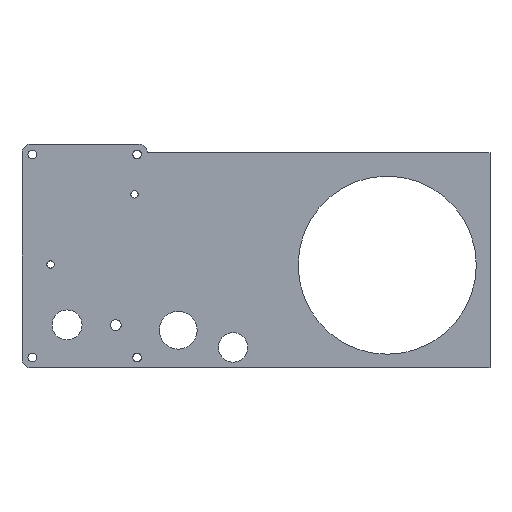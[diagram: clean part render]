
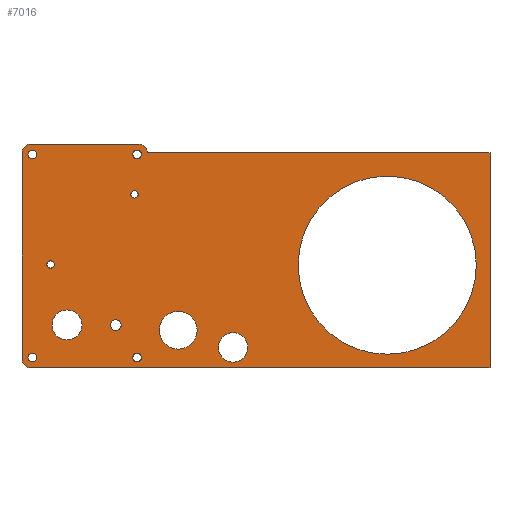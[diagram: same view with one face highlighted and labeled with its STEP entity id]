
A CAD part, front view. The second image highlights one B-rep face of the part: STEP entity #7016.
In plain terms, the highlighted planar face has unit normal (0, -1, 0).
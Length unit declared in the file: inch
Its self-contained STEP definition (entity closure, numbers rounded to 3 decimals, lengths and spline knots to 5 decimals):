
#323=FACE_BOUND('',#1101,.T.);
#324=FACE_BOUND('',#1102,.T.);
#325=FACE_BOUND('',#1103,.T.);
#326=FACE_BOUND('',#1104,.T.);
#327=FACE_BOUND('',#1105,.T.);
#328=FACE_BOUND('',#1106,.T.);
#329=FACE_BOUND('',#1107,.T.);
#330=FACE_BOUND('',#1108,.T.);
#331=FACE_BOUND('',#1109,.T.);
#332=FACE_BOUND('',#1110,.T.);
#333=FACE_BOUND('',#1111,.T.);
#361=PLANE('',#7471);
#665=FACE_OUTER_BOUND('',#1100,.T.);
#1100=EDGE_LOOP('',(#5327,#5328,#5329,#5330,#5331,#5332,#5333,#5334));
#1101=EDGE_LOOP('',(#5335));
#1102=EDGE_LOOP('',(#5336));
#1103=EDGE_LOOP('',(#5337));
#1104=EDGE_LOOP('',(#5338));
#1105=EDGE_LOOP('',(#5339));
#1106=EDGE_LOOP('',(#5340));
#1107=EDGE_LOOP('',(#5341));
#1108=EDGE_LOOP('',(#5342));
#1109=EDGE_LOOP('',(#5343,#5344));
#1110=EDGE_LOOP('',(#5345,#5346));
#1111=EDGE_LOOP('',(#5347,#5348));
#1692=LINE('',#10853,#2508);
#1696=LINE('',#10861,#2512);
#1709=LINE('',#10917,#2525);
#1712=LINE('',#10924,#2528);
#1714=LINE('',#10931,#2530);
#2508=VECTOR('',#8083,0.3937);
#2512=VECTOR('',#8089,3.14272);
#2525=VECTOR('',#8158,3.01772);
#2528=VECTOR('',#8167,0.21211);
#2530=VECTOR('',#8175,0.46211);
#3133=CIRCLE('',#7424,1.3);
#3135=CIRCLE('',#7427,0.275);
#3137=CIRCLE('',#7430,0.215);
#3146=CIRCLE('',#7452,0.063);
#3147=CIRCLE('',#7454,0.063);
#3148=CIRCLE('',#7456,0.063);
#3149=CIRCLE('',#7458,0.063);
#3150=CIRCLE('',#7460,0.21875);
#3151=CIRCLE('',#7464,0.125);
#3152=CIRCLE('',#7467,0.125);
#3153=CIRCLE('',#7470,0.125);
#3154=CIRCLE('',#7472,0.0795);
#3155=CIRCLE('',#7473,0.0795);
#3156=CIRCLE('',#7474,0.05325);
#3157=CIRCLE('',#7475,0.05325);
#3158=CIRCLE('',#7476,0.05325);
#3159=CIRCLE('',#7477,0.05325);
#3469=VERTEX_POINT('',#10827);
#3471=VERTEX_POINT('',#10833);
#3473=VERTEX_POINT('',#10839);
#3476=VERTEX_POINT('',#10850);
#3477=VERTEX_POINT('',#10852);
#3480=VERTEX_POINT('',#10860);
#3489=VERTEX_POINT('',#10892);
#3490=VERTEX_POINT('',#10896);
#3491=VERTEX_POINT('',#10900);
#3492=VERTEX_POINT('',#10904);
#3493=VERTEX_POINT('',#10908);
#3494=VERTEX_POINT('',#10914);
#3495=VERTEX_POINT('',#10916);
#3496=VERTEX_POINT('',#10920);
#3497=VERTEX_POINT('',#10926);
#3498=VERTEX_POINT('',#10930);
#3499=VERTEX_POINT('',#10936);
#3500=VERTEX_POINT('',#10937);
#3501=VERTEX_POINT('',#10940);
#3502=VERTEX_POINT('',#10941);
#3503=VERTEX_POINT('',#10944);
#3504=VERTEX_POINT('',#10945);
#4171=EDGE_CURVE('',#3469,#3469,#3133,.T.);
#4174=EDGE_CURVE('',#3471,#3471,#3135,.T.);
#4177=EDGE_CURVE('',#3473,#3473,#3137,.T.);
#4182=EDGE_CURVE('',#3476,#3477,#1692,.T.);
#4186=EDGE_CURVE('',#3477,#3480,#1696,.T.);
#4201=EDGE_CURVE('',#3489,#3489,#3146,.T.);
#4203=EDGE_CURVE('',#3490,#3490,#3147,.T.);
#4205=EDGE_CURVE('',#3491,#3491,#3148,.T.);
#4207=EDGE_CURVE('',#3492,#3492,#3149,.T.);
#4209=EDGE_CURVE('',#3493,#3493,#3150,.T.);
#4212=EDGE_CURVE('',#3494,#3495,#1709,.T.);
#4215=EDGE_CURVE('',#3496,#3494,#3151,.T.);
#4216=EDGE_CURVE('',#3480,#3496,#1712,.T.);
#4218=EDGE_CURVE('',#3497,#3476,#3152,.T.);
#4219=EDGE_CURVE('',#3498,#3497,#1714,.T.);
#4221=EDGE_CURVE('',#3495,#3498,#3153,.T.);
#4222=EDGE_CURVE('',#3499,#3500,#3154,.T.);
#4223=EDGE_CURVE('',#3500,#3499,#3155,.T.);
#4224=EDGE_CURVE('',#3501,#3502,#3156,.T.);
#4225=EDGE_CURVE('',#3502,#3501,#3157,.T.);
#4226=EDGE_CURVE('',#3503,#3504,#3158,.T.);
#4227=EDGE_CURVE('',#3504,#3503,#3159,.T.);
#5327=ORIENTED_EDGE('',*,*,#4219,.F.);
#5328=ORIENTED_EDGE('',*,*,#4221,.F.);
#5329=ORIENTED_EDGE('',*,*,#4212,.F.);
#5330=ORIENTED_EDGE('',*,*,#4215,.F.);
#5331=ORIENTED_EDGE('',*,*,#4216,.F.);
#5332=ORIENTED_EDGE('',*,*,#4186,.F.);
#5333=ORIENTED_EDGE('',*,*,#4182,.F.);
#5334=ORIENTED_EDGE('',*,*,#4218,.F.);
#5335=ORIENTED_EDGE('',*,*,#4171,.T.);
#5336=ORIENTED_EDGE('',*,*,#4174,.T.);
#5337=ORIENTED_EDGE('',*,*,#4177,.T.);
#5338=ORIENTED_EDGE('',*,*,#4201,.T.);
#5339=ORIENTED_EDGE('',*,*,#4203,.T.);
#5340=ORIENTED_EDGE('',*,*,#4205,.T.);
#5341=ORIENTED_EDGE('',*,*,#4207,.T.);
#5342=ORIENTED_EDGE('',*,*,#4209,.T.);
#5343=ORIENTED_EDGE('',*,*,#4222,.T.);
#5344=ORIENTED_EDGE('',*,*,#4223,.T.);
#5345=ORIENTED_EDGE('',*,*,#4224,.T.);
#5346=ORIENTED_EDGE('',*,*,#4225,.T.);
#5347=ORIENTED_EDGE('',*,*,#4226,.T.);
#5348=ORIENTED_EDGE('',*,*,#4227,.T.);
#7016=ADVANCED_FACE('',(#665,#323,#324,#325,#326,#327,#328,#329,#330,#331,
#332,#333),#361,.F.);
#7424=AXIS2_PLACEMENT_3D('',#10829,#8057,#8058);
#7427=AXIS2_PLACEMENT_3D('',#10835,#8064,#8065);
#7430=AXIS2_PLACEMENT_3D('',#10841,#8071,#8072);
#7452=AXIS2_PLACEMENT_3D('',#10894,#8130,#8131);
#7454=AXIS2_PLACEMENT_3D('',#10898,#8135,#8136);
#7456=AXIS2_PLACEMENT_3D('',#10902,#8140,#8141);
#7458=AXIS2_PLACEMENT_3D('',#10906,#8145,#8146);
#7460=AXIS2_PLACEMENT_3D('',#10910,#8150,#8151);
#7464=AXIS2_PLACEMENT_3D('',#10922,#8163,#8164);
#7467=AXIS2_PLACEMENT_3D('',#10928,#8171,#8172);
#7470=AXIS2_PLACEMENT_3D('',#10934,#8179,#8180);
#7471=AXIS2_PLACEMENT_3D('',#10935,#8181,#8182);
#7472=AXIS2_PLACEMENT_3D('',#10938,#8183,#8184);
#7473=AXIS2_PLACEMENT_3D('',#10939,#8185,#8186);
#7474=AXIS2_PLACEMENT_3D('',#10942,#8187,#8188);
#7475=AXIS2_PLACEMENT_3D('',#10943,#8189,#8190);
#7476=AXIS2_PLACEMENT_3D('',#10946,#8191,#8192);
#7477=AXIS2_PLACEMENT_3D('',#10947,#8193,#8194);
#8057=DIRECTION('center_axis',(0.,1.,0.));
#8058=DIRECTION('ref_axis',(-1.,0.,0.));
#8064=DIRECTION('center_axis',(0.,1.,0.));
#8065=DIRECTION('ref_axis',(-1.,0.,0.));
#8071=DIRECTION('center_axis',(0.,1.,0.));
#8072=DIRECTION('ref_axis',(-1.,0.,0.));
#8083=DIRECTION('',(1.,0.,0.));
#8089=DIRECTION('',(0.,0.,-1.));
#8130=DIRECTION('center_axis',(0.,1.,0.));
#8131=DIRECTION('ref_axis',(-1.,0.,0.));
#8135=DIRECTION('center_axis',(0.,1.,0.));
#8136=DIRECTION('ref_axis',(-1.,0.,0.));
#8140=DIRECTION('center_axis',(0.,1.,0.));
#8141=DIRECTION('ref_axis',(-1.,0.,0.));
#8145=DIRECTION('center_axis',(0.,1.,0.));
#8146=DIRECTION('ref_axis',(-1.,0.,0.));
#8150=DIRECTION('center_axis',(0.,1.,0.));
#8151=DIRECTION('ref_axis',(-1.,0.,0.));
#8158=DIRECTION('',(0.,0.,1.));
#8163=DIRECTION('center_axis',(0.,1.,0.));
#8164=DIRECTION('ref_axis',(0.,0.,1.));
#8167=DIRECTION('',(-1.,0.,0.));
#8171=DIRECTION('center_axis',(0.,1.,0.));
#8172=DIRECTION('ref_axis',(0.,0.,1.));
#8175=DIRECTION('',(1.,0.,0.));
#8179=DIRECTION('center_axis',(0.,1.,0.));
#8180=DIRECTION('ref_axis',(0.,0.,1.));
#8181=DIRECTION('center_axis',(0.,1.,0.));
#8182=DIRECTION('ref_axis',(0.,0.,1.));
#8183=DIRECTION('center_axis',(0.,1.,0.));
#8184=DIRECTION('ref_axis',(0.,0.,1.));
#8185=DIRECTION('center_axis',(0.,1.,0.));
#8186=DIRECTION('ref_axis',(0.,0.,1.));
#8187=DIRECTION('center_axis',(0.,1.,0.));
#8188=DIRECTION('ref_axis',(0.,0.,1.));
#8189=DIRECTION('center_axis',(0.,1.,0.));
#8190=DIRECTION('ref_axis',(0.,0.,1.));
#8191=DIRECTION('center_axis',(0.,1.,0.));
#8192=DIRECTION('ref_axis',(0.,0.,1.));
#8193=DIRECTION('center_axis',(0.,1.,0.));
#8194=DIRECTION('ref_axis',(0.,0.,1.));
#10827=CARTESIAN_POINT('',(5.71535,0.,-0.13386));
#10829=CARTESIAN_POINT('Origin',(4.41535,0.,-0.13386));
#10833=CARTESIAN_POINT('',(1.64035,0.,-1.08386));
#10835=CARTESIAN_POINT('Origin',(1.36535,0.,-1.08386));
#10839=CARTESIAN_POINT('',(2.38035,0.,-1.33386));
#10841=CARTESIAN_POINT('Origin',(2.16535,0.,-1.33386));
#10850=CARTESIAN_POINT('',(0.91535,0.,1.50886));
#10852=CARTESIAN_POINT('',(5.91535,0.,1.50886));
#10853=CARTESIAN_POINT('',(0.91535,0.,1.50886));
#10860=CARTESIAN_POINT('',(5.91535,0.,-1.63386));
#10861=CARTESIAN_POINT('',(5.91535,0.,1.50886));
#10892=CARTESIAN_POINT('',(-0.70235,0.,1.48386));
#10894=CARTESIAN_POINT('Origin',(-0.76535,0.,1.48386));
#10896=CARTESIAN_POINT('',(-0.70235,0.,-1.48386));
#10898=CARTESIAN_POINT('Origin',(-0.76535,0.,-1.48386));
#10900=CARTESIAN_POINT('',(0.82835,0.,1.48386));
#10902=CARTESIAN_POINT('Origin',(0.76535,0.,1.48386));
#10904=CARTESIAN_POINT('',(0.82835,0.,-1.48386));
#10906=CARTESIAN_POINT('Origin',(0.76535,0.,-1.48386));
#10908=CARTESIAN_POINT('',(-0.0396,0.,-1.00586));
#10910=CARTESIAN_POINT('Origin',(-0.25835,0.,-1.00586));
#10914=CARTESIAN_POINT('',(-0.91535,0.,-1.50886));
#10916=CARTESIAN_POINT('',(-0.91535,0.,1.50886));
#10917=CARTESIAN_POINT('',(-0.91535,0.,-1.50886));
#10920=CARTESIAN_POINT('',(-0.79035,0.,-1.63386));
#10922=CARTESIAN_POINT('Origin',(-0.79035,0.,-1.50886));
#10924=CARTESIAN_POINT('',(0.91535,0.,-1.63386));
#10926=CARTESIAN_POINT('',(0.79035,0.,1.63386));
#10928=CARTESIAN_POINT('Origin',(0.79035,0.,1.50886));
#10930=CARTESIAN_POINT('',(-0.79035,0.,1.63386));
#10931=CARTESIAN_POINT('',(0.32824,0.,1.63386));
#10934=CARTESIAN_POINT('Origin',(-0.79035,0.,1.50886));
#10935=CARTESIAN_POINT('Origin',(-0.79035,0.,1.50886));
#10936=CARTESIAN_POINT('',(0.45256,0.,-0.92936));
#10937=CARTESIAN_POINT('',(0.45256,0.,-1.08836));
#10938=CARTESIAN_POINT('Origin',(0.45256,0.,-1.00886));
#10939=CARTESIAN_POINT('Origin',(0.45256,0.,-1.00886));
#10940=CARTESIAN_POINT('',(-0.49803,0.,-0.07012));
#10941=CARTESIAN_POINT('',(-0.49803,0.,-0.17662));
#10942=CARTESIAN_POINT('Origin',(-0.49803,0.,-0.12337));
#10943=CARTESIAN_POINT('Origin',(-0.49803,0.,-0.12337));
#10944=CARTESIAN_POINT('',(0.72735,0.,0.95276));
#10945=CARTESIAN_POINT('',(0.72735,0.,0.84626));
#10946=CARTESIAN_POINT('Origin',(0.72735,0.,0.89951));
#10947=CARTESIAN_POINT('Origin',(0.72735,0.,0.89951));
